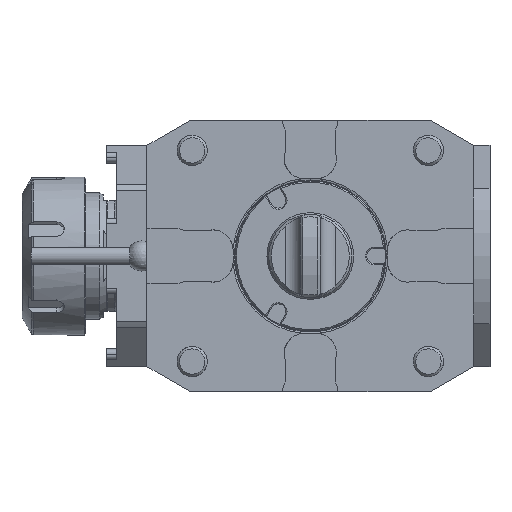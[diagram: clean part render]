
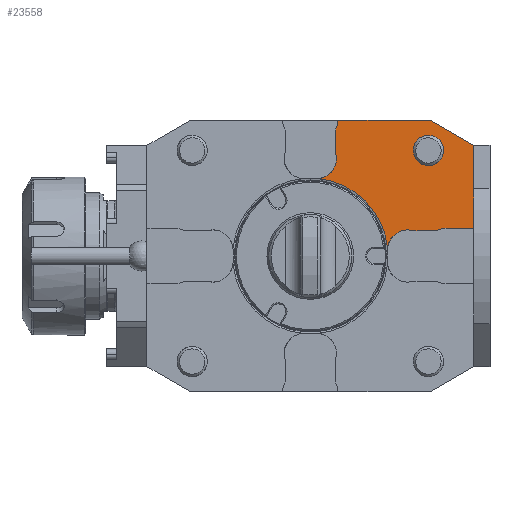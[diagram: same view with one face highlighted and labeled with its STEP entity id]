
A CAD part, front view. The second image highlights one B-rep face of the part: STEP entity #23558.
In plain terms, the highlighted planar face has unit normal (0, -1, 0).
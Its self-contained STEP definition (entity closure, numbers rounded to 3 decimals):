
#18 = CARTESIAN_POINT ( 'NONE',  ( 41.248, 43., 10. ) ) ;
#63 = ORIENTED_EDGE ( 'NONE', *, *, #22699, .T. ) ;
#89 = VERTEX_POINT ( 'NONE', #13937 ) ;
#454 = CARTESIAN_POINT ( 'NONE',  ( 54., 43., 11. ) ) ;
#506 = EDGE_CURVE ( 'NONE', #24230, #20056, #1067, .T. ) ;
#1067 = CIRCLE ( 'NONE', #9504, 30.949 ) ;
#2159 = DIRECTION ( 'NONE',  ( 0., 1., 0. ) ) ;
#2459 = FACE_BOUND ( 'NONE', #41031, .T. ) ;
#2736 = ORIENTED_EDGE ( 'NONE', *, *, #14970, .T. ) ;
#3543 = LINE ( 'NONE', #21130, #38682 ) ;
#3667 = CARTESIAN_POINT ( 'NONE',  ( 41.248, 43., 10. ) ) ;
#4027 = DIRECTION ( 'NONE',  ( 1., 0., 0. ) ) ;
#4120 = CIRCLE ( 'NONE', #23110, 8. ) ;
#4566 = CARTESIAN_POINT ( 'NONE',  ( 3., 43., 54. ) ) ;
#4815 = CARTESIAN_POINT ( 'NONE',  ( 65., 43., 11. ) ) ;
#4820 = DIRECTION ( 'NONE',  ( 0., 0., 1. ) ) ;
#5452 = CARTESIAN_POINT ( 'NONE',  ( 2.4, 43., 38.75 ) ) ;
#5648 = CARTESIAN_POINT ( 'NONE',  ( 50.127, 43., 10. ) ) ;
#6176 = LINE ( 'NONE', #18, #13694 ) ;
#7093 = CARTESIAN_POINT ( 'NONE',  ( -65., 43., 54. ) ) ;
#7297 = ORIENTED_EDGE ( 'NONE', *, *, #19713, .T. ) ;
#8151 = LINE ( 'NONE', #24653, #23669 ) ;
#8462 = EDGE_CURVE ( 'NONE', #89, #21646, #8151, .T. ) ;
#9504 = AXIS2_PLACEMENT_3D ( 'NONE', #38419, #17574, #4820 ) ;
#9913 = CARTESIAN_POINT ( 'NONE',  ( 132.4, 43., 0. ) ) ;
#10361 = EDGE_CURVE ( 'NONE', #17672, #21646, #4120, .T. ) ;
#10847 = VERTEX_POINT ( 'NONE', #5648 ) ;
#11206 = AXIS2_PLACEMENT_3D ( 'NONE', #12921, #26557, #39912 ) ;
#11747 = AXIS2_PLACEMENT_3D ( 'NONE', #15560, #15780, #24266 ) ;
#12921 = CARTESIAN_POINT ( 'NONE',  ( 54., 43., 3. ) ) ;
#13654 = DIRECTION ( 'NONE',  ( -0.866, 0., 0.5 ) ) ;
#13694 = VECTOR ( 'NONE', #16087, 1000. ) ;
#13937 = CARTESIAN_POINT ( 'NONE',  ( 10., 43., 41.248 ) ) ;
#14398 = CARTESIAN_POINT ( 'NONE',  ( 11., 43., 54. ) ) ;
#14594 = EDGE_CURVE ( 'NONE', #41201, #30206, #30578, .T. ) ;
#14970 = EDGE_CURVE ( 'NONE', #89, #24230, #36238, .T. ) ;
#15560 = CARTESIAN_POINT ( 'NONE',  ( 38.75, 43., 2.4 ) ) ;
#15569 = DIRECTION ( 'NONE',  ( 0., 0., 1. ) ) ;
#15780 = DIRECTION ( 'NONE',  ( 0., -1., 0. ) ) ;
#15871 = PLANE ( 'NONE',  #20854 ) ;
#16087 = DIRECTION ( 'NONE',  ( 1., 0., 0. ) ) ;
#16456 = CARTESIAN_POINT ( 'NONE',  ( 47., 43., 42. ) ) ;
#17574 = DIRECTION ( 'NONE',  ( 0., 1., 0. ) ) ;
#17672 = VERTEX_POINT ( 'NONE', #14398 ) ;
#18048 = AXIS2_PLACEMENT_3D ( 'NONE', #5452, #2159, #15569 ) ;
#18089 = CARTESIAN_POINT ( 'NONE',  ( 65., 43., 54. ) ) ;
#19713 = EDGE_CURVE ( 'NONE', #43372, #10847, #6176, .T. ) ;
#20056 = VERTEX_POINT ( 'NONE', #25291 ) ;
#20357 = ORIENTED_EDGE ( 'NONE', *, *, #14594, .T. ) ;
#20439 = ORIENTED_EDGE ( 'NONE', *, *, #506, .T. ) ;
#20556 = ORIENTED_EDGE ( 'NONE', *, *, #35635, .F. ) ;
#20854 = AXIS2_PLACEMENT_3D ( 'NONE', #9913, #36493, #23347 ) ;
#21130 = CARTESIAN_POINT ( 'NONE',  ( 134.603, 43., 3.815 ) ) ;
#21370 = DIRECTION ( 'NONE',  ( 0., 0., 1. ) ) ;
#21646 = VERTEX_POINT ( 'NONE', #38876 ) ;
#21816 = LINE ( 'NONE', #18089, #27067 ) ;
#22468 = EDGE_CURVE ( 'NONE', #43372, #20056, #26505, .T. ) ;
#22508 = CARTESIAN_POINT ( 'NONE',  ( 65., 43., 44. ) ) ;
#22699 = EDGE_CURVE ( 'NONE', #30224, #30224, #33420, .T. ) ;
#23110 = AXIS2_PLACEMENT_3D ( 'NONE', #4566, #27885, #24804 ) ;
#23347 = DIRECTION ( 'NONE',  ( 0., 0., 1. ) ) ;
#23489 = CARTESIAN_POINT ( 'NONE',  ( 47.679, 43., 54. ) ) ;
#23558 = ADVANCED_FACE ( 'Defeature completata1_17', ( #2459, #29713 ), #15871, .F. ) ;
#23669 = VECTOR ( 'NONE', #21370, 1000. ) ;
#24221 = EDGE_CURVE ( 'NONE', #17672, #31225, #27107, .T. ) ;
#24230 = VERTEX_POINT ( 'NONE', #40888 ) ;
#24266 = DIRECTION ( 'NONE',  ( 0., 0., -1. ) ) ;
#24345 = CARTESIAN_POINT ( 'NONE',  ( 54., 43., 11. ) ) ;
#24653 = CARTESIAN_POINT ( 'NONE',  ( 10., 43., 41.248 ) ) ;
#24665 = VERTEX_POINT ( 'NONE', #22508 ) ;
#24730 = ORIENTED_EDGE ( 'NONE', *, *, #35990, .F. ) ;
#24804 = DIRECTION ( 'NONE',  ( 0., 0., 1. ) ) ;
#25291 = CARTESIAN_POINT ( 'NONE',  ( 30.787, 43., 3.166 ) ) ;
#26423 = EDGE_CURVE ( 'NONE', #24665, #31225, #3543, .T. ) ;
#26505 = CIRCLE ( 'NONE', #11747, 8. ) ;
#26557 = DIRECTION ( 'NONE',  ( 0., -1., 0. ) ) ;
#26636 = DIRECTION ( 'NONE',  ( 1., 0., 0. ) ) ;
#26771 = DIRECTION ( 'NONE',  ( 0., 0., 1. ) ) ;
#27067 = VECTOR ( 'NONE', #38253, 1000. ) ;
#27107 = LINE ( 'NONE', #7093, #30017 ) ;
#27123 = VECTOR ( 'NONE', #26636, 1000. ) ;
#27312 = ORIENTED_EDGE ( 'NONE', *, *, #26423, .T. ) ;
#27885 = DIRECTION ( 'NONE',  ( 0., 1., 0. ) ) ;
#29713 = FACE_OUTER_BOUND ( 'NONE', #31979, .T. ) ;
#30017 = VECTOR ( 'NONE', #4027, 1000. ) ;
#30206 = VERTEX_POINT ( 'NONE', #4815 ) ;
#30224 = VERTEX_POINT ( 'NONE', #36356 ) ;
#30578 = LINE ( 'NONE', #454, #27123 ) ;
#31225 = VERTEX_POINT ( 'NONE', #23489 ) ;
#31403 = ORIENTED_EDGE ( 'NONE', *, *, #22468, .F. ) ;
#31979 = EDGE_LOOP ( 'NONE', ( #24730, #27312, #35147, #34586, #40874, #2736, #20439, #31403, #7297, #20556, #20357 ) ) ;
#33420 = CIRCLE ( 'NONE', #38327, 6. ) ;
#34586 = ORIENTED_EDGE ( 'NONE', *, *, #10361, .T. ) ;
#35147 = ORIENTED_EDGE ( 'NONE', *, *, #24221, .F. ) ;
#35635 = EDGE_CURVE ( 'NONE', #41201, #10847, #37155, .T. ) ;
#35990 = EDGE_CURVE ( 'NONE', #24665, #30206, #21816, .T. ) ;
#36238 = CIRCLE ( 'NONE', #18048, 8. ) ;
#36356 = CARTESIAN_POINT ( 'NONE',  ( 47., 43., 48. ) ) ;
#36493 = DIRECTION ( 'NONE',  ( 0., 1., 0. ) ) ;
#37065 = DIRECTION ( 'NONE',  ( 0., 1., 0. ) ) ;
#37155 = CIRCLE ( 'NONE', #11206, 8. ) ;
#38253 = DIRECTION ( 'NONE',  ( 0., 0., -1. ) ) ;
#38327 = AXIS2_PLACEMENT_3D ( 'NONE', #16456, #37065, #26771 ) ;
#38419 = CARTESIAN_POINT ( 'NONE',  ( 0., 43., 0. ) ) ;
#38682 = VECTOR ( 'NONE', #13654, 1000. ) ;
#38876 = CARTESIAN_POINT ( 'NONE',  ( 10., 43., 50.127 ) ) ;
#39912 = DIRECTION ( 'NONE',  ( 0., 0., -1. ) ) ;
#40874 = ORIENTED_EDGE ( 'NONE', *, *, #8462, .F. ) ;
#40888 = CARTESIAN_POINT ( 'NONE',  ( 3.166, 43., 30.787 ) ) ;
#41031 = EDGE_LOOP ( 'NONE', ( #63 ) ) ;
#41201 = VERTEX_POINT ( 'NONE', #24345 ) ;
#43372 = VERTEX_POINT ( 'NONE', #3667 ) ;
